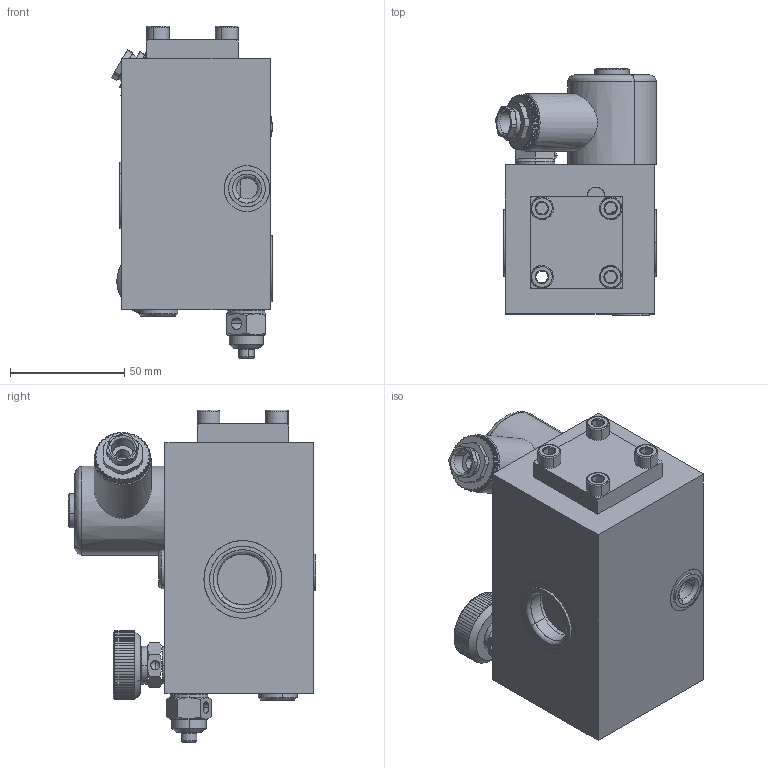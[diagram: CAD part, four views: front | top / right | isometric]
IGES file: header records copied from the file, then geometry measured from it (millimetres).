
Start section: SolidWorks IGES file using analytic representation for surfaces
Global section: file name: L 10_075.IGS; native system: SolidWorks 2011; preprocessor: SolidWorks 2011; author: P.Mehta; date: 111104.132931; units: millimetre
Bounding box: 70.22 x 108.2 x 145 mm (x, y, z)
Surface area: 62862 mm2 (no closed solid volume)
Topology: 0 solids, 0 shells, 697 faces, 8435 edges, 8433 vertices
Faces by surface type: revolution 416, bspline 281
